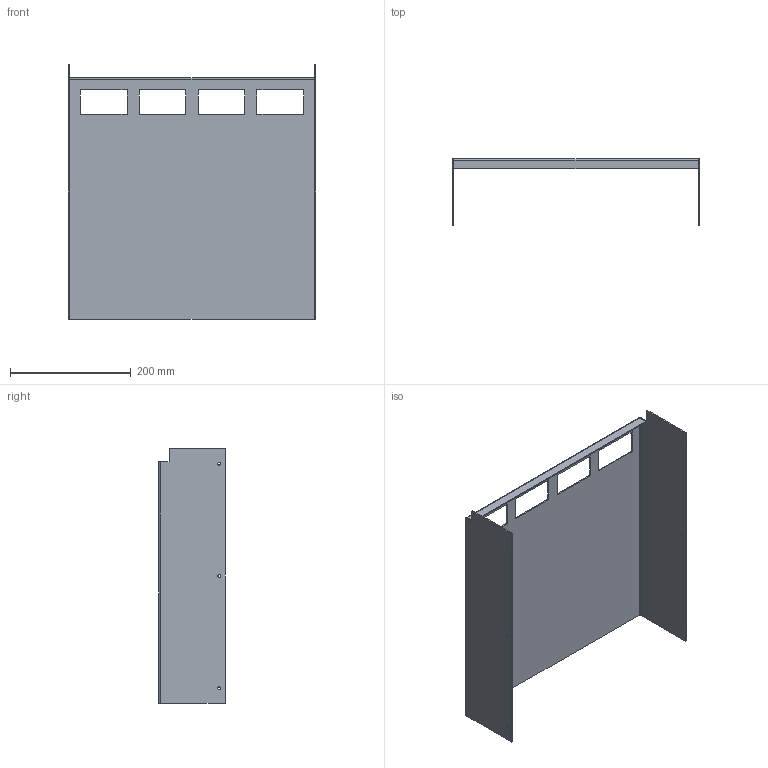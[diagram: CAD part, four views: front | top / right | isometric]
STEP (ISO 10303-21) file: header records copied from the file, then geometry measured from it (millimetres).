
FILE_DESCRIPTION (( 'STEP AP203' ), '1' );
FILE_NAME ('Capot Haut.STEP', '2019-10-15T13:59:30', ( '' ), ( '' ), 'SwSTEP 2.0', 'SolidWorks 2018', '' );
FILE_SCHEMA (( 'CONFIG_CONTROL_DESIGN' ));
Length unit declared in the file: millimetre
Products named in the file (1): Capot Haut
Bounding box: 410 x 110 x 422 mm (x, y, z)
Volume: 494333.4 mm3; surface area: 500720.4 mm2
Topology: 1 solids, 1 shells, 64 faces, 164 edges, 102 vertices
Faces by surface type: plane 46, cylinder 18
Entity records: 2027 total; most frequent: DIRECTION 332, CARTESIAN_POINT 331, ORIENTED_EDGE 328, EDGE_CURVE 164, VECTOR 126, LINE 126, AXIS2_PLACEMENT_3D 103, VERTEX_POINT 102
